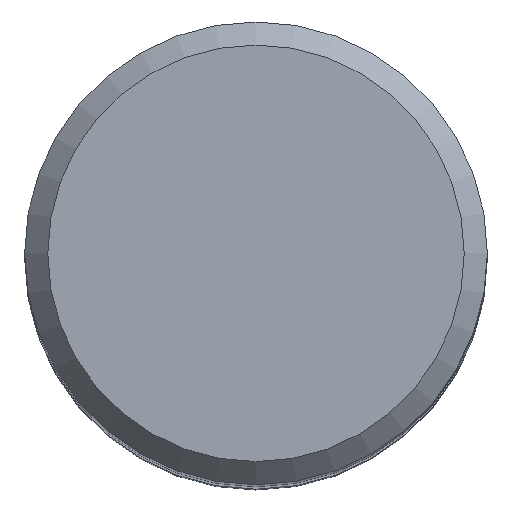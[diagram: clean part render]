
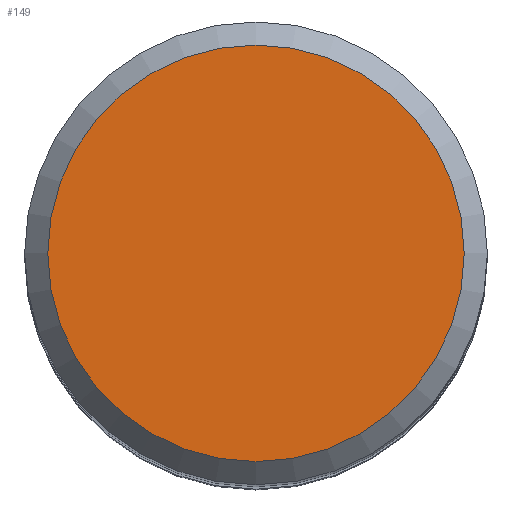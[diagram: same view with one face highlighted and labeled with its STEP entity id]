
A CAD part, top view. The second image highlights one B-rep face of the part: STEP entity #149.
In plain terms, the highlighted planar face has unit normal (0, 0, 1).
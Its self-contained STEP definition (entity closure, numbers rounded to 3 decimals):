
#2 = EDGE_LOOP ( 'NONE', ( #170 ) ) ;
#27 = CARTESIAN_POINT ( 'NONE',  ( 0., 9., 130. ) ) ;
#36 = CIRCLE ( 'NONE', #186, 9. ) ;
#42 = EDGE_CURVE ( 'NONE', #150, #150, #36, .T. ) ;
#44 = AXIS2_PLACEMENT_3D ( 'NONE', #218, #116, #196 ) ;
#54 = CARTESIAN_POINT ( 'NONE',  ( 0., 0., 130. ) ) ;
#116 = DIRECTION ( 'NONE',  ( 0., 0., -1. ) ) ;
#130 = DIRECTION ( 'NONE',  ( 0., 0., -1. ) ) ;
#149 = ADVANCED_FACE ( 'NONE', ( #234 ), #202, .F. ) ;
#150 = VERTEX_POINT ( 'NONE', #27 ) ;
#170 = ORIENTED_EDGE ( 'NONE', *, *, #42, .F. ) ;
#186 = AXIS2_PLACEMENT_3D ( 'NONE', #54, #130, #197 ) ;
#196 = DIRECTION ( 'NONE',  ( 0., 1., 0. ) ) ;
#197 = DIRECTION ( 'NONE',  ( 0., 1., 0. ) ) ;
#202 = PLANE ( 'NONE',  #44 ) ;
#218 = CARTESIAN_POINT ( 'NONE',  ( 0., 0., 130. ) ) ;
#234 = FACE_OUTER_BOUND ( 'NONE', #2, .T. ) ;
